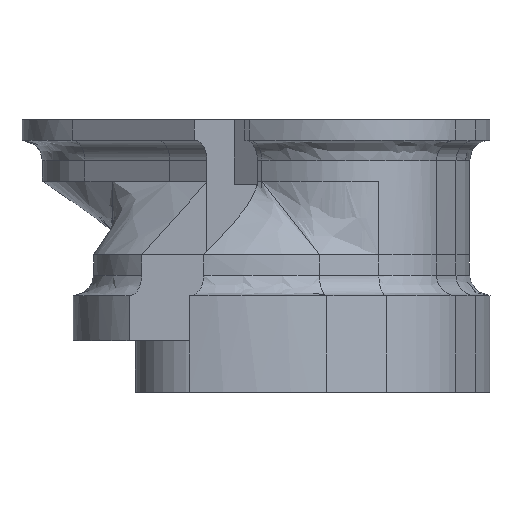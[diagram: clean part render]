
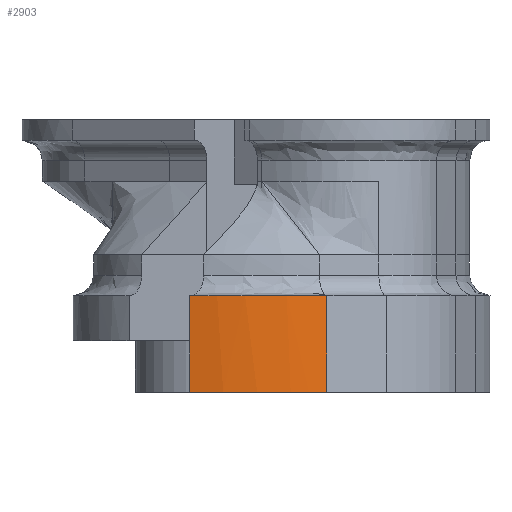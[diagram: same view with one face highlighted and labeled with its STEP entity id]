
A CAD part, left-side view. The second image highlights one B-rep face of the part: STEP entity #2903.
In plain terms, the highlighted free-form (B-spline) face has degree [3, 1] with [17, 2] control points.
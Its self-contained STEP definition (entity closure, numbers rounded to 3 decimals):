
#154 = LINE ( 'NONE', #3478, #1299 ) ;
#155 = CARTESIAN_POINT ( 'NONE',  ( -15.367, -8.878, -8.906 ) ) ;
#220 = CARTESIAN_POINT ( 'NONE',  ( -16.414, 1.261, -8.906 ) ) ;
#272 = CARTESIAN_POINT ( 'NONE',  ( -16.657, -2.548, -16.406 ) ) ;
#303 = CARTESIAN_POINT ( 'NONE',  ( -15.887, -7.342, -8.906 ) ) ;
#324 = CARTESIAN_POINT ( 'NONE',  ( -16.534, 0.526, -8.906 ) ) ;
#339 = DIRECTION ( 'NONE',  ( 0., 0., 1. ) ) ;
#516 = VERTEX_POINT ( 'NONE', #1091 ) ;
#525 = CARTESIAN_POINT ( 'NONE',  ( -16.612, -3.358, -16.406 ) ) ;
#625 = CARTESIAN_POINT ( 'NONE',  ( -16.289, -5.7, -16.406 ) ) ;
#668 = CARTESIAN_POINT ( 'NONE',  ( -16.342, 1.629, -8.906 ) ) ;
#686 = CARTESIAN_POINT ( 'NONE',  ( -16.648, -2.819, -8.906 ) ) ;
#694 = CARTESIAN_POINT ( 'NONE',  ( -15.887, -7.342, -16.406 ) ) ;
#721 = CARTESIAN_POINT ( 'NONE',  ( -16.43, -4.902, -16.406 ) ) ;
#748 = CARTESIAN_POINT ( 'NONE',  ( -16.515, 0.622, -16.406 ) ) ;
#774 = CARTESIAN_POINT ( 'NONE',  ( -16.305, 1.799, -16.406 ) ) ;
#889 = B_SPLINE_CURVE_WITH_KNOTS ( 'NONE', 3,
 ( #3028, #5151, #2706, #4760, #3908, #3106, #2683, #5176, #525, #3162, #1848, #625, #966, #3964, #5228, #2314, #4348 ),
 .UNSPECIFIED., .F., .F.,
 ( 4, 1, 1, 1, 1, 1, 1, 1, 1, 1, 1, 1, 1, 1, 4 ),
 ( 0.423, 0.428, 0.434, 0.441, 0.449, 0.457, 0.465, 0.473, 0.48, 0.488, 0.494, 0.504, 0.512, 0.52, 0.527 ),
 .UNSPECIFIED. ) ;
#966 = CARTESIAN_POINT ( 'NONE',  ( -16.115, -6.493, -16.406 ) ) ;
#1091 = CARTESIAN_POINT ( 'NONE',  ( -15.367, -8.878, -16.406 ) ) ;
#1103 = CARTESIAN_POINT ( 'NONE',  ( -15.963, -7.082, -8.906 ) ) ;
#1114 = CARTESIAN_POINT ( 'NONE',  ( -16.115, -6.493, -8.906 ) ) ;
#1141 = CARTESIAN_POINT ( 'NONE',  ( -16.597, -0.117, -8.906 ) ) ;
#1167 = CARTESIAN_POINT ( 'NONE',  ( -16.649, -0.926, -8.906 ) ) ;
#1172 = VERTEX_POINT ( 'NONE', #155 ) ;
#1299 = VECTOR ( 'NONE', #1846, 1000. ) ;
#1402 = ORIENTED_EDGE ( 'NONE', *, *, #3143, .T. ) ;
#1527 = CARTESIAN_POINT ( 'NONE',  ( -16.289, -5.7, -16.406 ) ) ;
#1548 = CARTESIAN_POINT ( 'NONE',  ( -16.501, -4.434, -8.906 ) ) ;
#1578 = CARTESIAN_POINT ( 'NONE',  ( -15.812, -7.601, -8.906 ) ) ;
#1585 = CARTESIAN_POINT ( 'NONE',  ( -15.645, -8.116, -8.906 ) ) ;
#1609 = CARTESIAN_POINT ( 'NONE',  ( -16.649, -0.926, -16.406 ) ) ;
#1616 = LINE ( 'NONE', #3235, #3051 ) ;
#1833 = EDGE_CURVE ( 'NONE', #4358, #516, #889, .T. ) ;
#1846 = DIRECTION ( 'NONE',  ( 0., 0., 1. ) ) ;
#1848 = CARTESIAN_POINT ( 'NONE',  ( -16.43, -4.902, -16.406 ) ) ;
#1916 = CARTESIAN_POINT ( 'NONE',  ( -16.414, 1.261, -16.406 ) ) ;
#2004 = CARTESIAN_POINT ( 'NONE',  ( -15.645, -8.116, -16.406 ) ) ;
#2021 = CARTESIAN_POINT ( 'NONE',  ( -16.442, 1.167, -8.906 ) ) ;
#2030 = CARTESIAN_POINT ( 'NONE',  ( -15.367, -8.878, -8.906 ) ) ;
#2097 = ORIENTED_EDGE ( 'NONE', *, *, #3399, .T. ) ;
#2314 = CARTESIAN_POINT ( 'NONE',  ( -15.464, -8.625, -16.406 ) ) ;
#2374 = CARTESIAN_POINT ( 'NONE',  ( -16.329, -5.502, -8.906 ) ) ;
#2406 = CARTESIAN_POINT ( 'NONE',  ( -16.66, -1.197, -8.906 ) ) ;
#2448 = CARTESIAN_POINT ( 'NONE',  ( -15.367, -8.878, -16.406 ) ) ;
#2471 = CARTESIAN_POINT ( 'NONE',  ( -16.515, 0.622, -8.906 ) ) ;
#2585 = EDGE_LOOP ( 'NONE', ( #3893, #4177, #2097, #1402 ) ) ;
#2683 = CARTESIAN_POINT ( 'NONE',  ( -16.669, -1.737, -16.406 ) ) ;
#2706 = CARTESIAN_POINT ( 'NONE',  ( -16.414, 1.261, -16.406 ) ) ;
#2791 = CARTESIAN_POINT ( 'NONE',  ( -16.221, -6.032, -8.906 ) ) ;
#2800 = CARTESIAN_POINT ( 'NONE',  ( -16.43, -4.902, -8.906 ) ) ;
#2856 = CARTESIAN_POINT ( 'NONE',  ( -15.464, -8.625, -8.906 ) ) ;
#2903 = ADVANCED_FACE ( 'NONE', ( #4872 ), #3936, .T. ) ;
#3028 = CARTESIAN_POINT ( 'NONE',  ( -16.305, 1.799, -16.406 ) ) ;
#3051 = VECTOR ( 'NONE', #339, 1000. ) ;
#3106 = CARTESIAN_POINT ( 'NONE',  ( -16.649, -0.926, -16.406 ) ) ;
#3143 = EDGE_CURVE ( 'NONE', #1172, #3512, #4160, .T. ) ;
#3162 = CARTESIAN_POINT ( 'NONE',  ( -16.533, -4.165, -16.406 ) ) ;
#3217 = CARTESIAN_POINT ( 'NONE',  ( -15.554, -8.37, -8.906 ) ) ;
#3226 = CARTESIAN_POINT ( 'NONE',  ( -16.115, -6.493, -16.406 ) ) ;
#3235 = CARTESIAN_POINT ( 'NONE',  ( -16.305, 1.799, -16.406 ) ) ;
#3250 = CARTESIAN_POINT ( 'NONE',  ( -16.666, -2.278, -8.906 ) ) ;
#3259 = CARTESIAN_POINT ( 'NONE',  ( -16.597, -0.117, -16.406 ) ) ;
#3278 = CARTESIAN_POINT ( 'NONE',  ( -16.637, -0.656, -8.906 ) ) ;
#3314 = CARTESIAN_POINT ( 'NONE',  ( -16.612, -3.358, -16.406 ) ) ;
#3399 = EDGE_CURVE ( 'NONE', #516, #1172, #154, .T. ) ;
#3478 = CARTESIAN_POINT ( 'NONE',  ( -15.367, -8.878, -16.406 ) ) ;
#3512 = VERTEX_POINT ( 'NONE', #4860 ) ;
#3554 = CARTESIAN_POINT ( 'NONE',  ( -16.305, 1.799, -16.406 ) ) ;
#3611 = CARTESIAN_POINT ( 'NONE',  ( -16.669, -1.737, -16.406 ) ) ;
#3712 = CARTESIAN_POINT ( 'NONE',  ( -16.305, 1.798, -8.906 ) ) ;
#3893 = ORIENTED_EDGE ( 'NONE', *, *, #4988, .F. ) ;
#3908 = CARTESIAN_POINT ( 'NONE',  ( -16.597, -0.117, -16.406 ) ) ;
#3936 = B_SPLINE_SURFACE_WITH_KNOTS ( 'NONE', 3, 1, ( 
 ( #774, #4075 ),
 ( #4958, #668 ),
 ( #1916, #220 ),
 ( #748, #2471 ),
 ( #3259, #1141 ),
 ( #1609, #1167 ),
 ( #3611, #4520 ),
 ( #272, #4934 ),
 ( #3314, #4050 ),
 ( #4464, #4107 ),
 ( #721, #2800 ),
 ( #1527, #5387 ),
 ( #3226, #1114 ),
 ( #694, #303 ),
 ( #2004, #1585 ),
 ( #4137, #2856 ),
 ( #2448, #2030 ) ),
 .UNSPECIFIED., .F., .F., .F.,
 ( 4, 1, 1, 1, 1, 1, 1, 1, 1, 1, 1, 1, 1, 1, 4 ),
 ( 2, 2 ),
 ( 0.423, 0.428, 0.434, 0.441, 0.449, 0.457, 0.465, 0.473, 0.48, 0.488, 0.494, 0.504, 0.512, 0.52, 0.527 ),
 ( 0., 1. ),
 .UNSPECIFIED. ) ;
#3964 = CARTESIAN_POINT ( 'NONE',  ( -15.887, -7.342, -16.406 ) ) ;
#4050 = CARTESIAN_POINT ( 'NONE',  ( -16.612, -3.358, -8.906 ) ) ;
#4075 = CARTESIAN_POINT ( 'NONE',  ( -16.305, 1.799, -8.906 ) ) ;
#4107 = CARTESIAN_POINT ( 'NONE',  ( -16.533, -4.165, -8.906 ) ) ;
#4129 = CARTESIAN_POINT ( 'NONE',  ( -15.367, -8.878, -8.906 ) ) ;
#4137 = CARTESIAN_POINT ( 'NONE',  ( -15.464, -8.625, -16.406 ) ) ;
#4160 = B_SPLINE_CURVE_WITH_KNOTS ( 'NONE', 3,
 ( #4129, #4926, #3217, #1578, #1103, #2791, #2374, #1548, #4485, #686, #3250, #2406, #3278, #324, #2021, #3712 ),
 .UNSPECIFIED., .F., .F.,
 ( 4, 2, 2, 2, 2, 2, 2, 4 ),
 ( 0., 0.028, 0.084, 0.14, 0.197, 0.253, 0.309, 0.376 ),
 .UNSPECIFIED. ) ;
#4177 = ORIENTED_EDGE ( 'NONE', *, *, #1833, .T. ) ;
#4348 = CARTESIAN_POINT ( 'NONE',  ( -15.367, -8.878, -16.406 ) ) ;
#4358 = VERTEX_POINT ( 'NONE', #3554 ) ;
#4464 = CARTESIAN_POINT ( 'NONE',  ( -16.533, -4.165, -16.406 ) ) ;
#4485 = CARTESIAN_POINT ( 'NONE',  ( -16.565, -3.897, -8.906 ) ) ;
#4520 = CARTESIAN_POINT ( 'NONE',  ( -16.669, -1.737, -8.906 ) ) ;
#4760 = CARTESIAN_POINT ( 'NONE',  ( -16.515, 0.622, -16.406 ) ) ;
#4860 = CARTESIAN_POINT ( 'NONE',  ( -16.305, 1.798, -8.906 ) ) ;
#4872 = FACE_OUTER_BOUND ( 'NONE', #2585, .T. ) ;
#4926 = CARTESIAN_POINT ( 'NONE',  ( -15.463, -8.625, -8.906 ) ) ;
#4934 = CARTESIAN_POINT ( 'NONE',  ( -16.657, -2.548, -8.906 ) ) ;
#4958 = CARTESIAN_POINT ( 'NONE',  ( -16.342, 1.629, -16.406 ) ) ;
#4988 = EDGE_CURVE ( 'NONE', #4358, #3512, #1616, .T. ) ;
#5151 = CARTESIAN_POINT ( 'NONE',  ( -16.342, 1.629, -16.406 ) ) ;
#5176 = CARTESIAN_POINT ( 'NONE',  ( -16.657, -2.548, -16.406 ) ) ;
#5228 = CARTESIAN_POINT ( 'NONE',  ( -15.645, -8.116, -16.406 ) ) ;
#5387 = CARTESIAN_POINT ( 'NONE',  ( -16.289, -5.7, -8.906 ) ) ;
